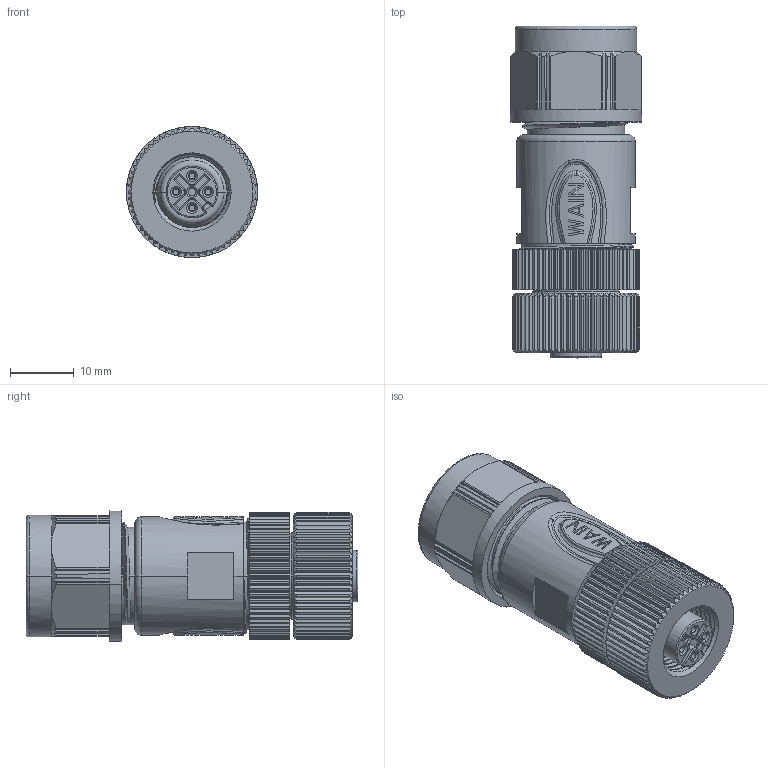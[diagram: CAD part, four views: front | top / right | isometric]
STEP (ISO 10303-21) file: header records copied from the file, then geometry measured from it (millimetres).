
FILE_DESCRIPTION((''),'2;1');
FILE_NAME('3D_1630044213104_M12P-F04A-T-2D','2024-03-16T',('12262'),(''),'PRO/ENGINEER BY PARAMETRIC TECHNOLOGY CORPORATION, 2012480','PRO/ENGINEER BY PARAMETRIC TECHNOLOGY CORPORATION, 2012480','');
FILE_SCHEMA(('CONFIG_CONTROL_DESIGN'));
Length unit declared in the file: millimetre
Products named in the file (1): 3D_1630044213104_M12P-F04A-T-2D
Bounding box: 20.5 x 51.9 x 20.49 mm (x, y, z)
Volume: 12703.9 mm3; surface area: 9440 mm2
Topology: 1 solids, 4 shells, 1531 faces, 4357 edges, 2835 vertices
Faces by surface type: plane 654, cylinder 475, cone 287, bspline 59, torus 49, extrusion 5, sphere 2
Entity records: 67117 total; most frequent: CARTESIAN_POINT 29084, ORIENTED_EDGE 8710, DIRECTION 7071, EDGE_CURVE 4355, VERTEX_POINT 2835, AXIS2_PLACEMENT_3D 2699, VECTOR 1673, LINE 1668
